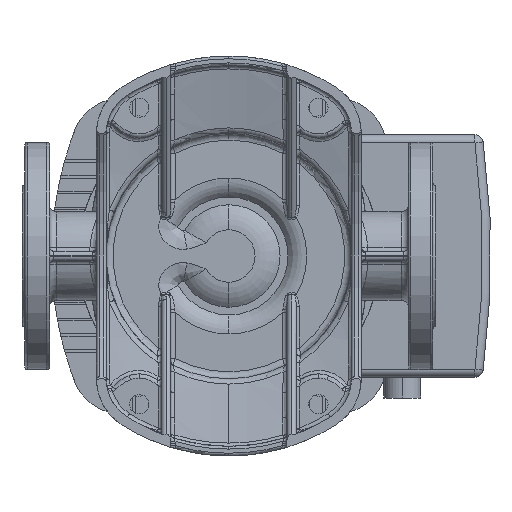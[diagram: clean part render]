
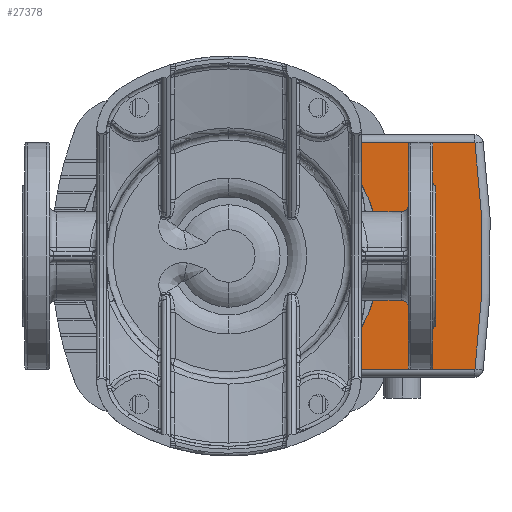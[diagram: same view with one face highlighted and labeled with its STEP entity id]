
A CAD part, front view. The second image highlights one B-rep face of the part: STEP entity #27378.
In plain terms, the highlighted face is planar.
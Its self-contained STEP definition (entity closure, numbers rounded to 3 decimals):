
#807 = VERTEX_POINT ( 'NONE', #40795 ) ;
#2743 = DIRECTION ( 'NONE',  ( 1., 0., 0. ) ) ;
#3688 = EDGE_LOOP ( 'NONE', ( #7438, #47334, #41762, #22918 ) ) ;
#5933 = DIRECTION ( 'NONE',  ( 0., 0., 1. ) ) ;
#6631 = AXIS2_PLACEMENT_3D ( 'NONE', #53402, #5933, #43946 ) ;
#7438 = ORIENTED_EDGE ( 'NONE', *, *, #16732, .T. ) ;
#8183 = CARTESIAN_POINT ( 'NONE',  ( 0., 0., -140.5 ) ) ;
#11328 = DIRECTION ( 'NONE',  ( 0., -1., 0. ) ) ;
#11515 = CARTESIAN_POINT ( 'NONE',  ( 82., 128.5, -140.5 ) ) ;
#12138 = CARTESIAN_POINT ( 'NONE',  ( 82., 72.569, -140.5 ) ) ;
#13773 = EDGE_CURVE ( 'NONE', #34675, #31270, #66793, .T. ) ;
#14850 = AXIS2_PLACEMENT_3D ( 'NONE', #8183, #47988, #2743 ) ;
#16732 = EDGE_CURVE ( 'NONE', #807, #30629, #66954, .T. ) ;
#17472 = LINE ( 'NONE', #44995, #70766 ) ;
#19156 = VECTOR ( 'NONE', #28888, 1000. ) ;
#22753 = LINE ( 'NONE', #11515, #19156 ) ;
#22918 = ORIENTED_EDGE ( 'NONE', *, *, #48532, .T. ) ;
#27378 = ADVANCED_FACE ( 'NONE', ( #42411 ), #43837, .T. ) ;
#28888 = DIRECTION ( 'NONE',  ( 0., 1., 0. ) ) ;
#30629 = VERTEX_POINT ( 'NONE', #12138 ) ;
#31270 = VERTEX_POINT ( 'NONE', #65260 ) ;
#31545 = DIRECTION ( 'NONE',  ( 0., -1., 0. ) ) ;
#34675 = VERTEX_POINT ( 'NONE', #46136 ) ;
#38397 = DIRECTION ( 'NONE',  ( 0., 0., 1. ) ) ;
#40795 = CARTESIAN_POINT ( 'NONE',  ( -82., 72.569, -140.5 ) ) ;
#41762 = ORIENTED_EDGE ( 'NONE', *, *, #13773, .T. ) ;
#42411 = FACE_OUTER_BOUND ( 'NONE', #3688, .T. ) ;
#43837 = PLANE ( 'NONE',  #44160 ) ;
#43946 = DIRECTION ( 'NONE',  ( 0., -1., 0. ) ) ;
#44160 = AXIS2_PLACEMENT_3D ( 'NONE', #65954, #38397, #31545 ) ;
#44995 = CARTESIAN_POINT ( 'NONE',  ( -82., 128.5, -140.5 ) ) ;
#46136 = CARTESIAN_POINT ( 'NONE',  ( 82., 178.436, -140.5 ) ) ;
#47334 = ORIENTED_EDGE ( 'NONE', *, *, #63947, .T. ) ;
#47988 = DIRECTION ( 'NONE',  ( 0., 0., -1. ) ) ;
#48532 = EDGE_CURVE ( 'NONE', #31270, #807, #17472, .T. ) ;
#53402 = CARTESIAN_POINT ( 'NONE',  ( 0., -423., -140.5 ) ) ;
#63947 = EDGE_CURVE ( 'NONE', #30629, #34675, #22753, .T. ) ;
#65260 = CARTESIAN_POINT ( 'NONE',  ( -82., 178.436, -140.5 ) ) ;
#65954 = CARTESIAN_POINT ( 'NONE',  ( 68., 128.5, -140.5 ) ) ;
#66793 = CIRCLE ( 'NONE', #6631, 607. ) ;
#66954 = CIRCLE ( 'NONE', #14850, 109.5 ) ;
#70766 = VECTOR ( 'NONE', #11328, 1000. ) ;
